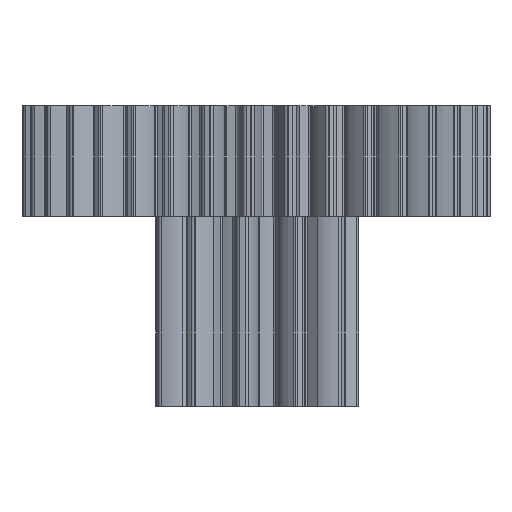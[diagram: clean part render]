
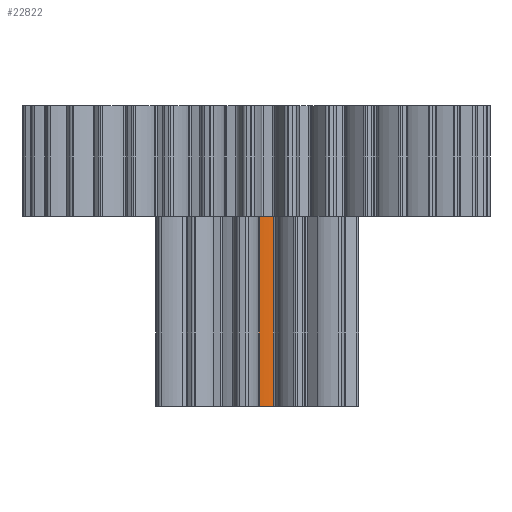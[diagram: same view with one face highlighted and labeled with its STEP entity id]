
A CAD part, left-side view. The second image highlights one B-rep face of the part: STEP entity #22822.
In plain terms, the highlighted cylindrical face has radius 2.125 mm (diameter 4.25 mm), a partial arc.
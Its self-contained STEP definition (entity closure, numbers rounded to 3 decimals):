
#748 = VECTOR ( 'NONE', #10842, 1000. ) ;
#1538 = CARTESIAN_POINT ( 'NONE',  ( -2.052, -0.552, -9.5 ) ) ;
#1734 = FACE_OUTER_BOUND ( 'NONE', #22572, .T. ) ;
#2004 = CIRCLE ( 'NONE', #12860, 2.125 ) ;
#2147 = DIRECTION ( 'NONE',  ( 0., 0., -1. ) ) ;
#2932 = VERTEX_POINT ( 'NONE', #1538 ) ;
#4838 = ORIENTED_EDGE ( 'NONE', *, *, #15078, .T. ) ;
#5735 = DIRECTION ( 'NONE',  ( 0., 0., -1. ) ) ;
#6144 = CARTESIAN_POINT ( 'NONE',  ( -2.122, -0.112, -3.5 ) ) ;
#6309 = CARTESIAN_POINT ( 'NONE',  ( 0., 0., -9.5 ) ) ;
#6609 = CARTESIAN_POINT ( 'NONE',  ( -2.052, -0.552, -3.5 ) ) ;
#7027 = CARTESIAN_POINT ( 'NONE',  ( -2.052, -0.552, 17.722 ) ) ;
#7302 = EDGE_CURVE ( 'NONE', #2932, #17962, #2004, .T. ) ;
#8995 = DIRECTION ( 'NONE',  ( 0., 0., 1. ) ) ;
#9163 = ORIENTED_EDGE ( 'NONE', *, *, #12192, .T. ) ;
#10392 = DIRECTION ( 'NONE',  ( -0.959, -0.282, 0. ) ) ;
#10842 = DIRECTION ( 'NONE',  ( 0., 0., -1. ) ) ;
#11012 = CYLINDRICAL_SURFACE ( 'NONE', #26238, 2.125 ) ;
#12192 = EDGE_CURVE ( 'NONE', #2932, #15412, #24314, .T. ) ;
#12319 = DIRECTION ( 'NONE',  ( 0.959, 0.282, 0. ) ) ;
#12860 = AXIS2_PLACEMENT_3D ( 'NONE', #6309, #5735, #10392 ) ;
#13147 = DIRECTION ( 'NONE',  ( 0., 0., -1. ) ) ;
#14341 = AXIS2_PLACEMENT_3D ( 'NONE', #23278, #13147, #19296 ) ;
#15044 = CARTESIAN_POINT ( 'NONE',  ( -2.122, -0.112, -9.5 ) ) ;
#15078 = EDGE_CURVE ( 'NONE', #15412, #17837, #21319, .T. ) ;
#15412 = VERTEX_POINT ( 'NONE', #6609 ) ;
#17837 = VERTEX_POINT ( 'NONE', #6144 ) ;
#17962 = VERTEX_POINT ( 'NONE', #15044 ) ;
#18757 = CARTESIAN_POINT ( 'NONE',  ( 0., 0., 17.722 ) ) ;
#19092 = ORIENTED_EDGE ( 'NONE', *, *, #19771, .T. ) ;
#19296 = DIRECTION ( 'NONE',  ( -0.959, -0.282, 0. ) ) ;
#19771 = EDGE_CURVE ( 'NONE', #17837, #17962, #19971, .T. ) ;
#19971 = LINE ( 'NONE', #22964, #748 ) ;
#21319 = CIRCLE ( 'NONE', #14341, 2.125 ) ;
#21760 = VECTOR ( 'NONE', #8995, 1000. ) ;
#22572 = EDGE_LOOP ( 'NONE', ( #4838, #19092, #23258, #9163 ) ) ;
#22822 = ADVANCED_FACE ( 'NONE', ( #1734 ), #11012, .T. ) ;
#22964 = CARTESIAN_POINT ( 'NONE',  ( -2.122, -0.112, 17.722 ) ) ;
#23258 = ORIENTED_EDGE ( 'NONE', *, *, #7302, .F. ) ;
#23278 = CARTESIAN_POINT ( 'NONE',  ( 0., 0., -3.5 ) ) ;
#24314 = LINE ( 'NONE', #7027, #21760 ) ;
#26238 = AXIS2_PLACEMENT_3D ( 'NONE', #18757, #2147, #12319 ) ;
